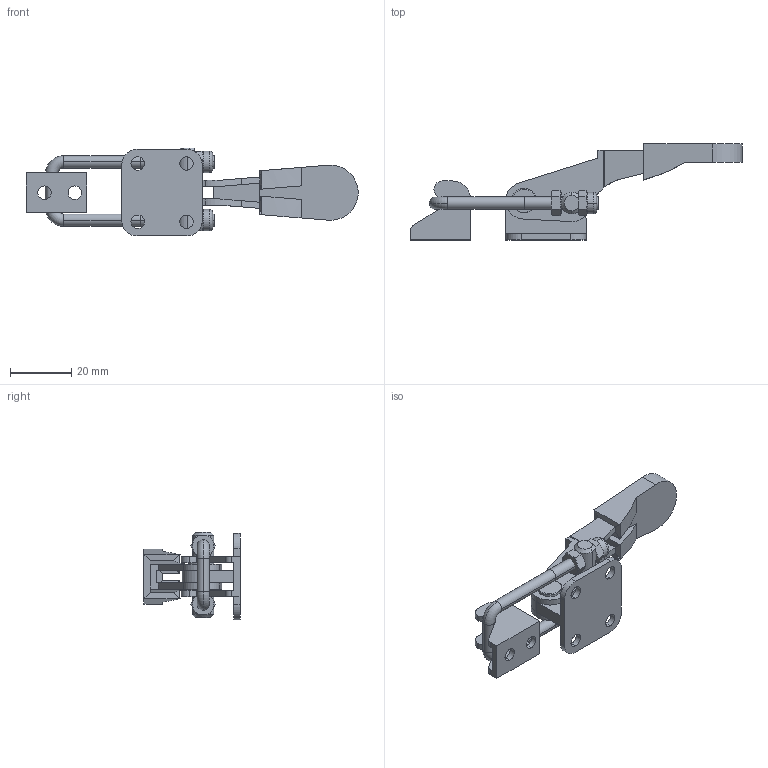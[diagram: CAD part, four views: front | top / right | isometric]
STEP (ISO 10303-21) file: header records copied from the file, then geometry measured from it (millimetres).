
FILE_DESCRIPTION (( 'STEP AP214' ), '1' );
FILE_NAME ('493796(GH-40323).STEP', '2019-01-16T02:08:39', ( 'LinWei' ), ( '' ), 'SwSTEP 2.0', 'SolidWorks 2016', '' );
FILE_SCHEMA (( 'AUTOMOTIVE_DESIGN' ));
Length unit declared in the file: millimetre
Products named in the file (5): Group1^493796(GH-40323); 493796(GH-40323); DEFAULT-7-1^493796(GH-40323); Group5^493796(GH-40323); Group4^493796(GH-40323)
Assembly tree (4 placements, depth 2):
  493796(GH-40323)
    Group1^493796(GH-40323)
    Group4^493796(GH-40323)
    Group5^493796(GH-40323)
    DEFAULT-7-1^493796(GH-40323)
Bounding box: 108.18 x 31.3 x 28.64 mm (x, y, z)
Volume: 12755.1 mm3; surface area: 13565.9 mm2
Topology: 8 solids, 8 shells, 290 faces, 690 edges, 416 vertices
Faces by surface type: plane 118, cylinder 94, cone 62, bspline 12, torus 4
Entity records: 9145 total; most frequent: CARTESIAN_POINT 1979, ORIENTED_EDGE 1372, DIRECTION 1354, EDGE_CURVE 686, AXIS2_PLACEMENT_3D 525, VERTEX_POINT 416, EDGE_LOOP 318, VECTOR 304
